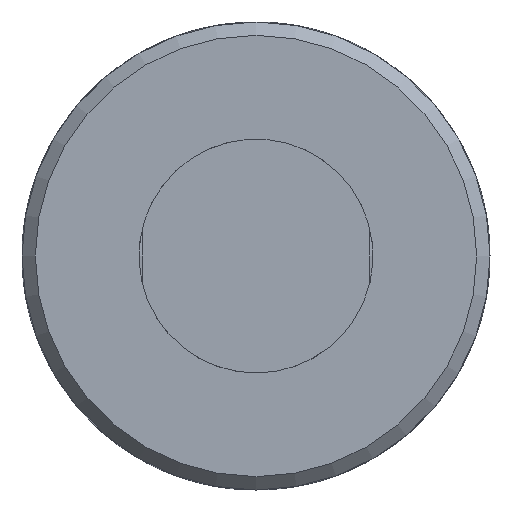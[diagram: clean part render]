
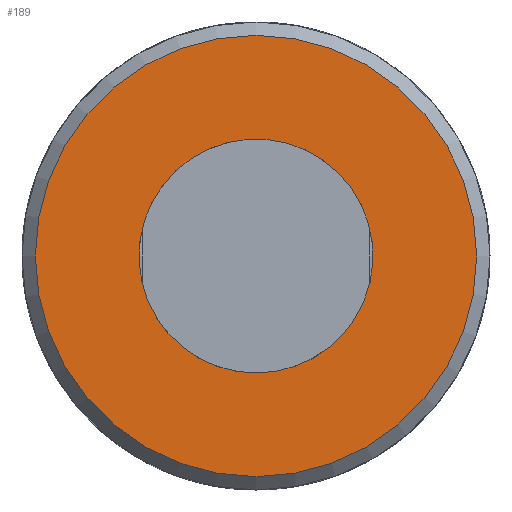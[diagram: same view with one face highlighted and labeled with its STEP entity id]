
A CAD part, left-side view. The second image highlights one B-rep face of the part: STEP entity #189.
In plain terms, the highlighted planar face has unit normal (-1, 0, 0).
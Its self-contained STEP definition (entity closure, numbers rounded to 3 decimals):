
#189 = ADVANCED_FACE( '', ( #395, #396 ), #397, .F. );
#395 = FACE_OUTER_BOUND( '', #675, .T. );
#396 = FACE_BOUND( '', #676, .T. );
#397 = PLANE( '', #677 );
#675 = EDGE_LOOP( '', ( #967 ) );
#676 = EDGE_LOOP( '', ( #968 ) );
#677 = AXIS2_PLACEMENT_3D( '', #969, #970, #971 );
#967 = ORIENTED_EDGE( '', *, *, #1531, .F. );
#968 = ORIENTED_EDGE( '', *, *, #1532, .T. );
#969 = CARTESIAN_POINT( '', ( 0., 0., 0. ) );
#970 = DIRECTION( '', ( 1., 0., 0. ) );
#971 = DIRECTION( '', ( 0., 0., -1. ) );
#1531 = EDGE_CURVE( '', #1762, #1762, #1763, .T. );
#1532 = EDGE_CURVE( '', #1764, #1764, #1765, .T. );
#1762 = VERTEX_POINT( '', #2350 );
#1763 = CIRCLE( '', #2351, 33. );
#1764 = VERTEX_POINT( '', #2352 );
#1765 = CIRCLE( '', #2353, 17.5 );
#2350 = CARTESIAN_POINT( '', ( 0., 0., -33. ) );
#2351 = AXIS2_PLACEMENT_3D( '', #3602, #3603, #3604 );
#2352 = CARTESIAN_POINT( '', ( 0., 0., -17.5 ) );
#2353 = AXIS2_PLACEMENT_3D( '', #3605, #3606, #3607 );
#3602 = CARTESIAN_POINT( '', ( 0., 0., 0. ) );
#3603 = DIRECTION( '', ( 1., 0., 0. ) );
#3604 = DIRECTION( '', ( 0., 0., -1. ) );
#3605 = CARTESIAN_POINT( '', ( 0., 0., 0. ) );
#3606 = DIRECTION( '', ( 1., 0., 0. ) );
#3607 = DIRECTION( '', ( 0., 0., -1. ) );
